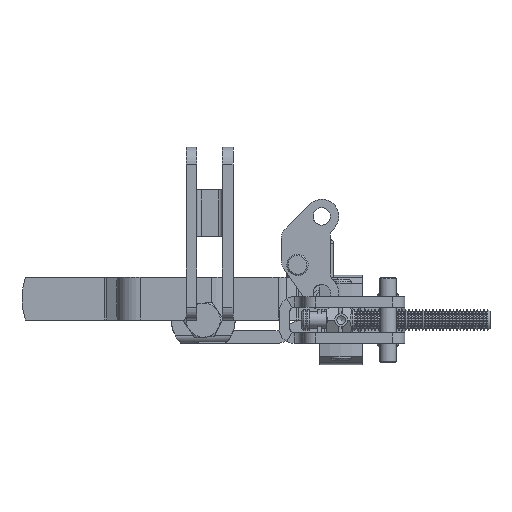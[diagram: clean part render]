
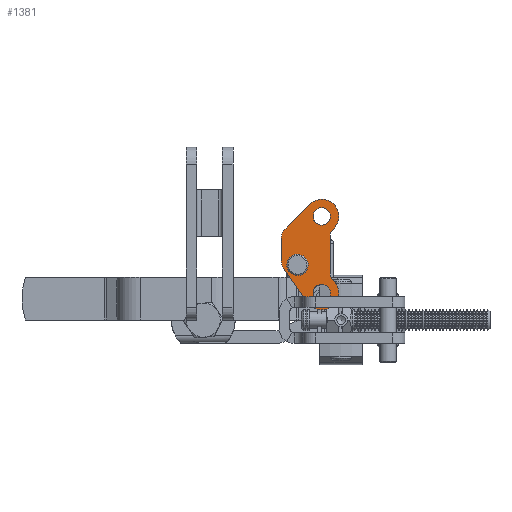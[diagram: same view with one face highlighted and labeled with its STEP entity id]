
A CAD part, front view. The second image highlights one B-rep face of the part: STEP entity #1381.
In plain terms, the highlighted planar face has unit normal (0, -1, 0).
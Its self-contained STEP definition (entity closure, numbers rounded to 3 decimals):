
#1381 = ADVANCED_FACE( '', ( #3090, #3091, #3092, #3093 ), #3094, .F. );
#3090 = FACE_BOUND( '', #5085, .T. );
#3091 = FACE_BOUND( '', #5086, .T. );
#3092 = FACE_BOUND( '', #5087, .T. );
#3093 = FACE_OUTER_BOUND( '', #5088, .T. );
#3094 = PLANE( '', #5089 );
#5085 = EDGE_LOOP( '', ( #8557 ) );
#5086 = EDGE_LOOP( '', ( #8558 ) );
#5087 = EDGE_LOOP( '', ( #8559 ) );
#5088 = EDGE_LOOP( '', ( #8560, #8561, #8562, #8563, #8564, #8565, #8566, #8567, #8568, #8569, #8570 ) );
#5089 = AXIS2_PLACEMENT_3D( '', #8571, #8572, #8573 );
#8557 = ORIENTED_EDGE( '', *, *, #10458, .F. );
#8558 = ORIENTED_EDGE( '', *, *, #10849, .F. );
#8559 = ORIENTED_EDGE( '', *, *, #10851, .F. );
#8560 = ORIENTED_EDGE( '', *, *, #10852, .T. );
#8561 = ORIENTED_EDGE( '', *, *, #10068, .T. );
#8562 = ORIENTED_EDGE( '', *, *, #10853, .T. );
#8563 = ORIENTED_EDGE( '', *, *, #10625, .F. );
#8564 = ORIENTED_EDGE( '', *, *, #10663, .F. );
#8565 = ORIENTED_EDGE( '', *, *, #10071, .F. );
#8566 = ORIENTED_EDGE( '', *, *, #10854, .F. );
#8567 = ORIENTED_EDGE( '', *, *, #10855, .F. );
#8568 = ORIENTED_EDGE( '', *, *, #10856, .F. );
#8569 = ORIENTED_EDGE( '', *, *, #10318, .F. );
#8570 = ORIENTED_EDGE( '', *, *, #10622, .T. );
#8571 = CARTESIAN_POINT( '', ( 0., 0., 0. ) );
#8572 = DIRECTION( '', ( 0., 1., 0. ) );
#8573 = DIRECTION( '', ( 0., 0., 1. ) );
#10068 = EDGE_CURVE( '', #11860, #11858, #11861, .F. );
#10071 = EDGE_CURVE( '', #11864, #11865, #11866, .T. );
#10318 = EDGE_CURVE( '', #12247, #12249, #12250, .T. );
#10458 = EDGE_CURVE( '', #12455, #12455, #12456, .T. );
#10622 = EDGE_CURVE( '', #12247, #12690, #12692, .F. );
#10625 = EDGE_CURVE( '', #12695, #12696, #12697, .T. );
#10663 = EDGE_CURVE( '', #11865, #12695, #12748, .T. );
#10849 = EDGE_CURVE( '', #12982, #12982, #12983, .T. );
#10851 = EDGE_CURVE( '', #12985, #12985, #12986, .T. );
#10852 = EDGE_CURVE( '', #12690, #11860, #12987, .T. );
#10853 = EDGE_CURVE( '', #11858, #12696, #12988, .T. );
#10854 = EDGE_CURVE( '', #12989, #11864, #12990, .T. );
#10855 = EDGE_CURVE( '', #12991, #12989, #12992, .T. );
#10856 = EDGE_CURVE( '', #12249, #12991, #12993, .T. );
#11858 = VERTEX_POINT( '', #14575 );
#11860 = VERTEX_POINT( '', #14578 );
#11861 = CIRCLE( '', #14579, 3. );
#11864 = VERTEX_POINT( '', #14583 );
#11865 = VERTEX_POINT( '', #14584 );
#11866 = CIRCLE( '', #14585, 2. );
#12247 = VERTEX_POINT( '', #15160 );
#12249 = VERTEX_POINT( '', #15163 );
#12250 = LINE( '', #15164, #15165 );
#12455 = VERTEX_POINT( '', #15463 );
#12456 = CIRCLE( '', #15464, 2.05 );
#12690 = VERTEX_POINT( '', #15755 );
#12692 = CIRCLE( '', #15758, 3. );
#12695 = VERTEX_POINT( '', #15761 );
#12696 = VERTEX_POINT( '', #15762 );
#12697 = LINE( '', #15763, #15764 );
#12748 = CIRCLE( '', #15841, 4. );
#12982 = VERTEX_POINT( '', #16137 );
#12983 = CIRCLE( '', #16138, 2.05 );
#12985 = VERTEX_POINT( '', #16140 );
#12986 = CIRCLE( '', #16141, 1.5 );
#12987 = LINE( '', #16142, #16143 );
#12988 = LINE( '', #16144, #16145 );
#12989 = VERTEX_POINT( '', #16146 );
#12990 = LINE( '', #16147, #16148 );
#12991 = VERTEX_POINT( '', #16149 );
#12992 = CIRCLE( '', #16150, 2. );
#12993 = CIRCLE( '', #16151, 4. );
#14575 = CARTESIAN_POINT( '', ( -13.522, 0., 12.198 ) );
#14578 = CARTESIAN_POINT( '', ( -14.065, 0., 13.919 ) );
#14579 = AXIS2_PLACEMENT_3D( '', #17087, #17088, #17089 );
#14583 = CARTESIAN_POINT( '', ( -2.552, 0., 10.834 ) );
#14584 = CARTESIAN_POINT( '', ( -1.885, 0., 9.343 ) );
#14585 = AXIS2_PLACEMENT_3D( '', #17091, #17092, #17093 );
#15160 = CARTESIAN_POINT( '', ( -13.186, 0., 21.385 ) );
#15163 = CARTESIAN_POINT( '', ( -7.381, 0., 27.19 ) );
#15164 = CARTESIAN_POINT( '', ( -7.381, 0., 27.19 ) );
#15165 = VECTOR( '', #17409, 1000. );
#15463 = CARTESIAN_POINT( '', ( -3.103, 0., 7.811 ) );
#15464 = AXIS2_PLACEMENT_3D( '', #17617, #17618, #17619 );
#15755 = CARTESIAN_POINT( '', ( -14.065, 0., 19.264 ) );
#15758 = AXIS2_PLACEMENT_3D( '', #17855, #17856, #17857 );
#15761 = CARTESIAN_POINT( '', ( -6.846, 0., 3.085 ) );
#15762 = CARTESIAN_POINT( '', ( -7.424, 0., 3.49 ) );
#15763 = CARTESIAN_POINT( '', ( -6.846, 0., 3.085 ) );
#15764 = VECTOR( '', #17858, 1000. );
#15841 = AXIS2_PLACEMENT_3D( '', #17903, #17904, #17905 );
#16137 = CARTESIAN_POINT( '', ( -3.103, 0., 25.811 ) );
#16138 = AXIS2_PLACEMENT_3D( '', #18112, #18113, #18114 );
#16140 = CARTESIAN_POINT( '', ( -9.192, 0., 14.023 ) );
#16141 = AXIS2_PLACEMENT_3D( '', #18115, #18116, #18117 );
#16142 = CARTESIAN_POINT( '', ( -14.065, 0., 30. ) );
#16143 = VECTOR( '', #18118, 1000. );
#16144 = CARTESIAN_POINT( '', ( -7.829, 0., 4.068 ) );
#16145 = VECTOR( '', #18119, 1000. );
#16146 = CARTESIAN_POINT( '', ( -2.552, 0., 19.89 ) );
#16147 = CARTESIAN_POINT( '', ( -2.552, 0., 19.89 ) );
#16148 = VECTOR( '', #18120, 1000. );
#16149 = CARTESIAN_POINT( '', ( -1.885, 0., 21.38 ) );
#16150 = AXIS2_PLACEMENT_3D( '', #18121, #18122, #18123 );
#16151 = AXIS2_PLACEMENT_3D( '', #18124, #18125, #18126 );
#17087 = CARTESIAN_POINT( '', ( -11.065, 0., 13.919 ) );
#17088 = DIRECTION( '', ( 0., 1., 0. ) );
#17089 = DIRECTION( '', ( 0., 0., 1. ) );
#17091 = CARTESIAN_POINT( '', ( -0.552, 0., 10.834 ) );
#17092 = DIRECTION( '', ( 0., -1., 0. ) );
#17093 = DIRECTION( '', ( 1., 0., 0. ) );
#17409 = DIRECTION( '', ( 0.707, 0., 0.707 ) );
#17617 = CARTESIAN_POINT( '', ( -4.552, 0., 6.362 ) );
#17618 = DIRECTION( '', ( 0., -1., 0. ) );
#17619 = DIRECTION( '', ( 0.707, 0., 0.707 ) );
#17855 = CARTESIAN_POINT( '', ( -11.065, 0., 19.264 ) );
#17856 = DIRECTION( '', ( 0., 1., 0. ) );
#17857 = DIRECTION( '', ( 0., 0., 1. ) );
#17858 = DIRECTION( '', ( -0.819, 0., 0.574 ) );
#17903 = CARTESIAN_POINT( '', ( -4.552, 0., 6.362 ) );
#17904 = DIRECTION( '', ( 0., 1., 0. ) );
#17905 = DIRECTION( '', ( -1., 0., 0. ) );
#18112 = CARTESIAN_POINT( '', ( -4.552, 0., 24.362 ) );
#18113 = DIRECTION( '', ( 0., -1., 0. ) );
#18114 = DIRECTION( '', ( 0.707, 0., 0.707 ) );
#18115 = CARTESIAN_POINT( '', ( -10.252, 0., 12.962 ) );
#18116 = DIRECTION( '', ( 0., -1., 0. ) );
#18117 = DIRECTION( '', ( 0.707, 0., 0.707 ) );
#18118 = DIRECTION( '', ( 0., 0., -1. ) );
#18119 = DIRECTION( '', ( 0.574, 0., -0.819 ) );
#18120 = DIRECTION( '', ( 0., 0., -1. ) );
#18121 = CARTESIAN_POINT( '', ( -0.552, 0., 19.89 ) );
#18122 = DIRECTION( '', ( 0., -1., 0. ) );
#18123 = DIRECTION( '', ( 1., 0., 0. ) );
#18124 = CARTESIAN_POINT( '', ( -4.552, 0., 24.362 ) );
#18125 = DIRECTION( '', ( 0., 1., 0. ) );
#18126 = DIRECTION( '', ( -1., 0., 0. ) );
